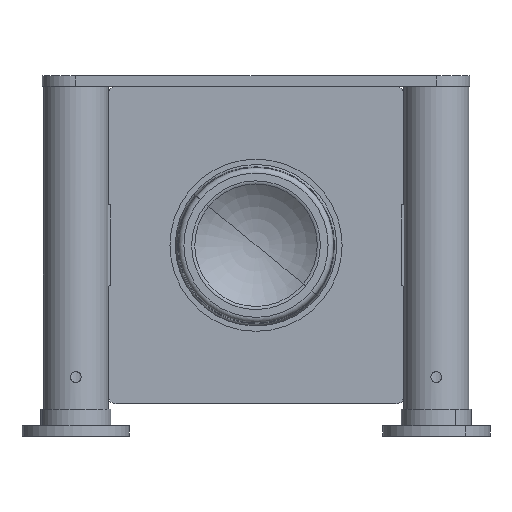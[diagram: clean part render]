
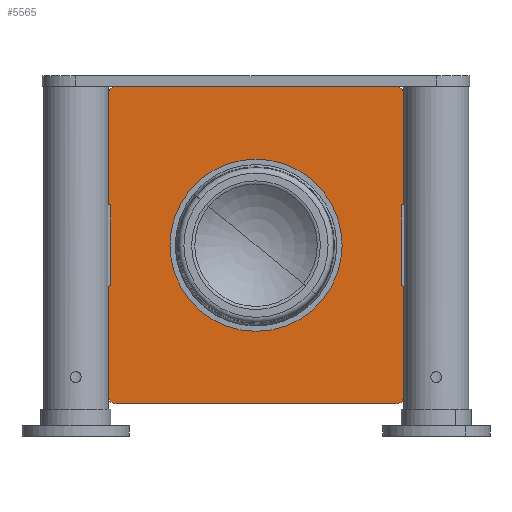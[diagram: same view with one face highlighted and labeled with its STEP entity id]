
A CAD part, front view. The second image highlights one B-rep face of the part: STEP entity #5565.
In plain terms, the highlighted planar face has unit normal (0, -1, 0).
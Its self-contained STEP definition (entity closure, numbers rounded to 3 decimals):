
#92 = ORIENTED_EDGE ( 'NONE', *, *, #353, .F. ) ;
#201 = DIRECTION ( 'NONE',  ( -1., 0., 0. ) ) ;
#228 = ORIENTED_EDGE ( 'NONE', *, *, #6500, .F. ) ;
#353 = EDGE_CURVE ( 'NONE', #7983, #4748, #3089, .T. ) ;
#407 = ORIENTED_EDGE ( 'NONE', *, *, #1199, .F. ) ;
#422 = CARTESIAN_POINT ( 'NONE',  ( -52., 3.5, 2. ) ) ;
#797 = DIRECTION ( 'NONE',  ( 1., 0., 0. ) ) ;
#856 = CARTESIAN_POINT ( 'NONE',  ( -55., 3.5, 117. ) ) ;
#917 = ORIENTED_EDGE ( 'NONE', *, *, #2489, .F. ) ;
#936 = CIRCLE ( 'NONE', #4820, 30.5 ) ;
#958 = CARTESIAN_POINT ( 'NONE',  ( 55., 3.5, 117. ) ) ;
#1055 = CARTESIAN_POINT ( 'NONE',  ( 55., 3.5, 117. ) ) ;
#1119 = CARTESIAN_POINT ( 'NONE',  ( 55., 3.5, 5. ) ) ;
#1199 = EDGE_CURVE ( 'NONE', #4748, #8091, #4952, .T. ) ;
#1213 = CARTESIAN_POINT ( 'NONE',  ( 30.5, 3.5, 61. ) ) ;
#1254 = CARTESIAN_POINT ( 'NONE',  ( -30.5, 3.5, 61. ) ) ;
#1453 = CARTESIAN_POINT ( 'NONE',  ( -52., 3.5, 117. ) ) ;
#1580 = ORIENTED_EDGE ( 'NONE', *, *, #2282, .T. ) ;
#1655 = CARTESIAN_POINT ( 'NONE',  ( -52., 3.5, 120. ) ) ;
#1670 = AXIS2_PLACEMENT_3D ( 'NONE', #7393, #8570, #7272 ) ;
#1722 = VERTEX_POINT ( 'NONE', #5048 ) ;
#1861 = DIRECTION ( 'NONE',  ( 0., 1., 0. ) ) ;
#1887 = EDGE_CURVE ( 'NONE', #7214, #2580, #5263, .T. ) ;
#2117 = FACE_OUTER_BOUND ( 'NONE', #2804, .T. ) ;
#2149 = ORIENTED_EDGE ( 'NONE', *, *, #6931, .F. ) ;
#2180 = VERTEX_POINT ( 'NONE', #422 ) ;
#2226 = VERTEX_POINT ( 'NONE', #1254 ) ;
#2230 = AXIS2_PLACEMENT_3D ( 'NONE', #6861, #6077, #4823 ) ;
#2249 = ORIENTED_EDGE ( 'NONE', *, *, #2439, .F. ) ;
#2282 = EDGE_CURVE ( 'NONE', #4422, #2226, #4995, .T. ) ;
#2439 = EDGE_CURVE ( 'NONE', #8091, #2180, #6805, .T. ) ;
#2489 = EDGE_CURVE ( 'NONE', #2580, #2606, #8076, .T. ) ;
#2574 = AXIS2_PLACEMENT_3D ( 'NONE', #1453, #2813, #797 ) ;
#2580 = VERTEX_POINT ( 'NONE', #1655 ) ;
#2606 = VERTEX_POINT ( 'NONE', #4495 ) ;
#2633 = VECTOR ( 'NONE', #201, 1000. ) ;
#2804 = EDGE_LOOP ( 'NONE', ( #3290, #4943, #228, #2249, #407, #92, #2149, #917 ) ) ;
#2813 = DIRECTION ( 'NONE',  ( 0., -1., 0. ) ) ;
#3089 = LINE ( 'NONE', #1055, #5220 ) ;
#3179 = AXIS2_PLACEMENT_3D ( 'NONE', #5770, #7811, #7290 ) ;
#3290 = ORIENTED_EDGE ( 'NONE', *, *, #1887, .F. ) ;
#3524 = AXIS2_PLACEMENT_3D ( 'NONE', #5858, #7029, #3747 ) ;
#3747 = DIRECTION ( 'NONE',  ( -1., 0., 0. ) ) ;
#3812 = CARTESIAN_POINT ( 'NONE',  ( 0., 3.5, 61. ) ) ;
#3852 = DIRECTION ( 'NONE',  ( -1., 0., 0. ) ) ;
#3929 = DIRECTION ( 'NONE',  ( 0., 1., 0. ) ) ;
#4422 = VERTEX_POINT ( 'NONE', #1213 ) ;
#4495 = CARTESIAN_POINT ( 'NONE',  ( 52., 3.5, 120. ) ) ;
#4697 = CIRCLE ( 'NONE', #1670, 3. ) ;
#4726 = CARTESIAN_POINT ( 'NONE',  ( -52., 3.5, 2. ) ) ;
#4748 = VERTEX_POINT ( 'NONE', #1119 ) ;
#4820 = AXIS2_PLACEMENT_3D ( 'NONE', #3812, #1861, #3852 ) ;
#4823 = DIRECTION ( 'NONE',  ( 1., 0., 0. ) ) ;
#4943 = ORIENTED_EDGE ( 'NONE', *, *, #5278, .F. ) ;
#4952 = CIRCLE ( 'NONE', #6881, 3. ) ;
#4995 = CIRCLE ( 'NONE', #3179, 30.5 ) ;
#5048 = CARTESIAN_POINT ( 'NONE',  ( -55., 3.5, 5. ) ) ;
#5220 = VECTOR ( 'NONE', #8270, 1000. ) ;
#5263 = CIRCLE ( 'NONE', #2230, 3. ) ;
#5278 = EDGE_CURVE ( 'NONE', #1722, #7214, #7190, .T. ) ;
#5323 = DIRECTION ( 'NONE',  ( 0., 0., 1. ) ) ;
#5488 = VECTOR ( 'NONE', #5323, 1000. ) ;
#5506 = CARTESIAN_POINT ( 'NONE',  ( -52., 3.5, 120. ) ) ;
#5565 = ADVANCED_FACE ( 'NONE', ( #8065, #2117 ), #7401, .T. ) ;
#5770 = CARTESIAN_POINT ( 'NONE',  ( 0., 3.5, 61. ) ) ;
#5811 = VECTOR ( 'NONE', #8164, 1000. ) ;
#5858 = CARTESIAN_POINT ( 'NONE',  ( 52., 3.5, 117. ) ) ;
#6007 = CIRCLE ( 'NONE', #3524, 3. ) ;
#6010 = DIRECTION ( 'NONE',  ( 1., 0., 0. ) ) ;
#6077 = DIRECTION ( 'NONE',  ( 0., 1., 0. ) ) ;
#6193 = EDGE_CURVE ( 'NONE', #2226, #4422, #936, .T. ) ;
#6480 = EDGE_LOOP ( 'NONE', ( #8394, #1580 ) ) ;
#6500 = EDGE_CURVE ( 'NONE', #2180, #1722, #4697, .T. ) ;
#6583 = CARTESIAN_POINT ( 'NONE',  ( -55., 3.5, 117. ) ) ;
#6805 = LINE ( 'NONE', #4726, #2633 ) ;
#6861 = CARTESIAN_POINT ( 'NONE',  ( -52., 3.5, 117. ) ) ;
#6881 = AXIS2_PLACEMENT_3D ( 'NONE', #7970, #3929, #6010 ) ;
#6931 = EDGE_CURVE ( 'NONE', #2606, #7983, #6007, .T. ) ;
#7029 = DIRECTION ( 'NONE',  ( 0., 1., 0. ) ) ;
#7190 = LINE ( 'NONE', #6583, #5488 ) ;
#7214 = VERTEX_POINT ( 'NONE', #856 ) ;
#7272 = DIRECTION ( 'NONE',  ( 1., 0., 0. ) ) ;
#7290 = DIRECTION ( 'NONE',  ( -1., 0., 0. ) ) ;
#7393 = CARTESIAN_POINT ( 'NONE',  ( -52., 3.5, 5. ) ) ;
#7401 = PLANE ( 'NONE',  #2574 ) ;
#7770 = CARTESIAN_POINT ( 'NONE',  ( 52., 3.5, 2. ) ) ;
#7811 = DIRECTION ( 'NONE',  ( 0., 1., 0. ) ) ;
#7970 = CARTESIAN_POINT ( 'NONE',  ( 52., 3.5, 5. ) ) ;
#7983 = VERTEX_POINT ( 'NONE', #958 ) ;
#8065 = FACE_BOUND ( 'NONE', #6480, .T. ) ;
#8076 = LINE ( 'NONE', #5506, #5811 ) ;
#8091 = VERTEX_POINT ( 'NONE', #7770 ) ;
#8164 = DIRECTION ( 'NONE',  ( 1., 0., 0. ) ) ;
#8270 = DIRECTION ( 'NONE',  ( 0., 0., -1. ) ) ;
#8394 = ORIENTED_EDGE ( 'NONE', *, *, #6193, .T. ) ;
#8570 = DIRECTION ( 'NONE',  ( 0., 1., 0. ) ) ;
